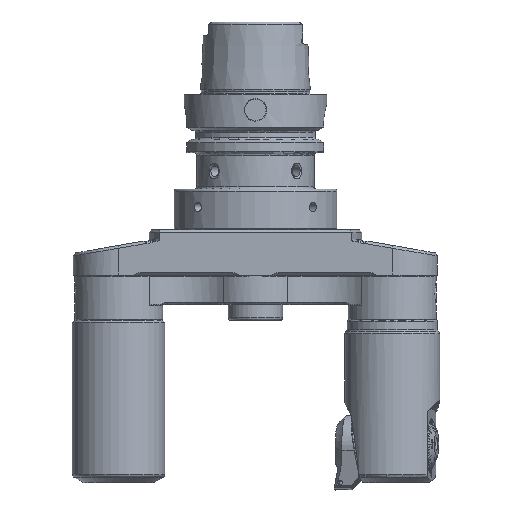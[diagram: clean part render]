
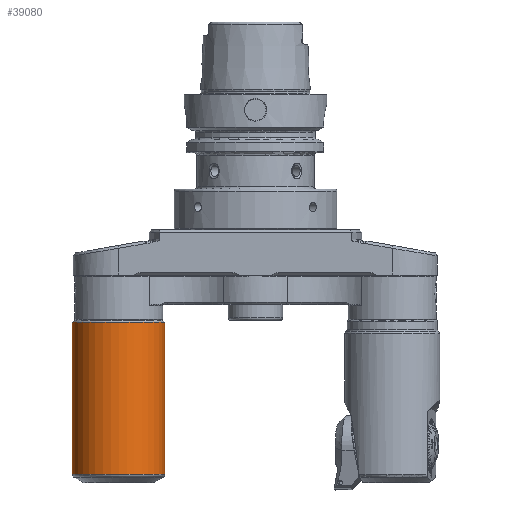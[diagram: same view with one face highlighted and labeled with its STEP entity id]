
A CAD part, top view. The second image highlights one B-rep face of the part: STEP entity #39080.
In plain terms, the highlighted cylindrical face has radius 20.5 mm (diameter 41 mm), a full revolution.
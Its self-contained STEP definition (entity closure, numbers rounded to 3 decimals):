
#3277 = EDGE_CURVE ( 'NONE', #36732, #36732, #11754, .T. ) ;
#4854 = CARTESIAN_POINT ( 'NONE',  ( 0.9, 0., 0. ) ) ;
#5146 = CYLINDRICAL_SURFACE ( 'NONE', #40152, 20.5 ) ;
#11754 = CIRCLE ( 'NONE', #41958, 20.5 ) ;
#12789 = DIRECTION ( 'NONE',  ( 0., 0., 1. ) ) ;
#12922 = CARTESIAN_POINT ( 'NONE',  ( -28., 0., 0. ) ) ;
#13097 = EDGE_CURVE ( 'NONE', #19751, #19751, #40588, .T. ) ;
#14738 = DIRECTION ( 'NONE',  ( -1., 0., 0. ) ) ;
#16178 = DIRECTION ( 'NONE',  ( -1., 0., 0. ) ) ;
#17918 = FACE_OUTER_BOUND ( 'NONE', #23892, .T. ) ;
#18941 = EDGE_LOOP ( 'NONE', ( #40118 ) ) ;
#19751 = VERTEX_POINT ( 'NONE', #31514 ) ;
#23201 = CARTESIAN_POINT ( 'NONE',  ( 0.9, 0., 20.5 ) ) ;
#23892 = EDGE_LOOP ( 'NONE', ( #41295 ) ) ;
#25232 = DIRECTION ( 'NONE',  ( 0., 1., 0. ) ) ;
#25968 = AXIS2_PLACEMENT_3D ( 'NONE', #41757, #32115, #25232 ) ;
#26576 = FACE_OUTER_BOUND ( 'NONE', #18941, .T. ) ;
#27687 = DIRECTION ( 'NONE',  ( 0., 0., 1. ) ) ;
#31514 = CARTESIAN_POINT ( 'NONE',  ( 67.997, 20.5, 0. ) ) ;
#32115 = DIRECTION ( 'NONE',  ( 1., 0., 0. ) ) ;
#36732 = VERTEX_POINT ( 'NONE', #23201 ) ;
#39080 = ADVANCED_FACE ( 'NONE', ( #26576, #17918 ), #5146, .T. ) ;
#40118 = ORIENTED_EDGE ( 'NONE', *, *, #3277, .F. ) ;
#40152 = AXIS2_PLACEMENT_3D ( 'NONE', #12922, #16178, #12789 ) ;
#40588 = CIRCLE ( 'NONE', #25968, 20.5 ) ;
#41295 = ORIENTED_EDGE ( 'NONE', *, *, #13097, .F. ) ;
#41757 = CARTESIAN_POINT ( 'NONE',  ( 67.997, 0., 0. ) ) ;
#41958 = AXIS2_PLACEMENT_3D ( 'NONE', #4854, #14738, #27687 ) ;
